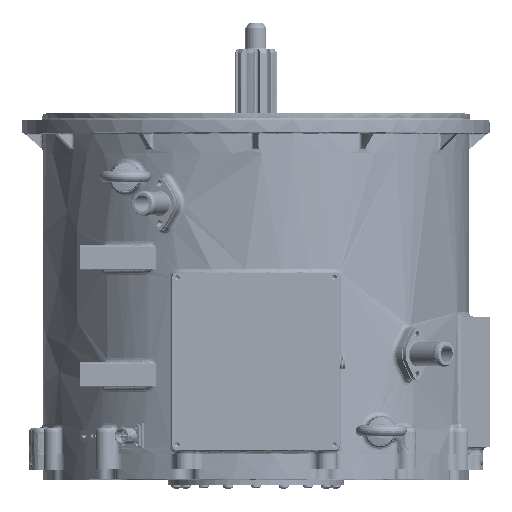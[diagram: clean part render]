
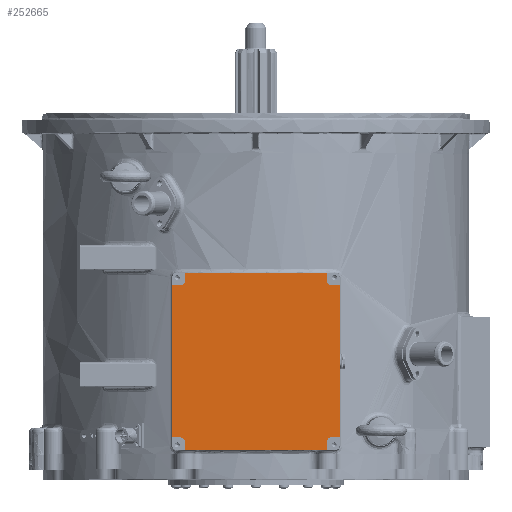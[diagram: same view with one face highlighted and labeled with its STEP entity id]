
A CAD part, top view. The second image highlights one B-rep face of the part: STEP entity #252665.
In plain terms, the highlighted free-form (B-spline) face has degree [1, 1] with [2, 2] control points.
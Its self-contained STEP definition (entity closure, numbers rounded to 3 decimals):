
#252414 = VERTEX_POINT('',#252415);
#252415 = CARTESIAN_POINT('',(90.002,181.804,
    310.507));
#252422 = EDGE_CURVE('',#252414,#252423,#252425,.T.);
#252423 = VERTEX_POINT('',#252424);
#252424 = CARTESIAN_POINT('',(90.002,18.,
    310.507));
#252425 = B_SPLINE_CURVE_WITH_KNOTS('',1,(#252426,#252427),
  .UNSPECIFIED.,.F.,.F.,(2,2),(10.,192.),.PIECEWISE_BEZIER_KNOTS.);
#252426 = CARTESIAN_POINT('',(90.002,181.804,
    310.507));
#252427 = CARTESIAN_POINT('',(90.002,18.,
    310.507));
#252480 = VERTEX_POINT('',#252481);
#252481 = CARTESIAN_POINT('',(-76.502,4.5,
    310.507));
#252522 = VERTEX_POINT('',#252523);
#252523 = CARTESIAN_POINT('',(76.502,4.5,
    310.507));
#252528 = EDGE_CURVE('',#252522,#252480,#252529,.T.);
#252529 = B_SPLINE_CURVE_WITH_KNOTS('',1,(#252530,#252531),
  .UNSPECIFIED.,.F.,.F.,(2,2),(10.,180.),.PIECEWISE_BEZIER_KNOTS.);
#252530 = CARTESIAN_POINT('',(76.502,4.5,
    310.507));
#252531 = CARTESIAN_POINT('',(-76.502,4.5,
    310.507));
#252542 = VERTEX_POINT('',#252543);
#252543 = CARTESIAN_POINT('',(-90.002,18.,
    310.507));
#252550 = EDGE_CURVE('',#252542,#252551,#252553,.T.);
#252551 = VERTEX_POINT('',#252552);
#252552 = CARTESIAN_POINT('',(-90.002,181.804,
    310.507));
#252553 = B_SPLINE_CURVE_WITH_KNOTS('',1,(#252554,#252555),
  .UNSPECIFIED.,.F.,.F.,(2,2),(10.,192.),.PIECEWISE_BEZIER_KNOTS.);
#252554 = CARTESIAN_POINT('',(-90.002,18.,
    310.507));
#252555 = CARTESIAN_POINT('',(-90.002,181.804,
    310.507));
#252608 = VERTEX_POINT('',#252609);
#252609 = CARTESIAN_POINT('',(76.502,195.304,
    310.507));
#252650 = VERTEX_POINT('',#252651);
#252651 = CARTESIAN_POINT('',(-76.502,195.304,
    310.507));
#252656 = EDGE_CURVE('',#252650,#252608,#252657,.T.);
#252657 = B_SPLINE_CURVE_WITH_KNOTS('',1,(#252658,#252659),
  .UNSPECIFIED.,.F.,.F.,(2,2),(10.,180.),.PIECEWISE_BEZIER_KNOTS.);
#252658 = CARTESIAN_POINT('',(-76.502,195.304,
    310.507));
#252659 = CARTESIAN_POINT('',(76.502,195.304,
    310.507));
#252665 = ADVANCED_FACE('',(#252666),#252752,.F.);
#252666 = FACE_BOUND('',#252667,.T.);
#252667 = EDGE_LOOP('',(#252668,#252678,#252683,#252684,#252691,#252699,
    #252704,#252705,#252712,#252720,#252725,#252726,#252733,#252741,
    #252746,#252747));
#252668 = ORIENTED_EDGE('',*,*,#252669,.T.);
#252669 = EDGE_CURVE('',#252670,#252672,#252674,.T.);
#252670 = VERTEX_POINT('',#252671);
#252671 = CARTESIAN_POINT('',(-81.002,18.,
    310.507));
#252672 = VERTEX_POINT('',#252673);
#252673 = CARTESIAN_POINT('',(-76.502,13.5,
    310.507));
#252674 = ( BOUNDED_CURVE() B_SPLINE_CURVE(2,(#252675,#252676,#252677),
.UNSPECIFIED.,.F.,.F.) B_SPLINE_CURVE_WITH_KNOTS((3,3),(4.712,
6.283),.PIECEWISE_BEZIER_KNOTS.) CURVE() 
GEOMETRIC_REPRESENTATION_ITEM() RATIONAL_B_SPLINE_CURVE((1.,
0.707,1.)) REPRESENTATION_ITEM('') );
#252675 = CARTESIAN_POINT('',(-81.002,18.,
    310.507));
#252676 = CARTESIAN_POINT('',(-76.502,18.,
    310.507));
#252677 = CARTESIAN_POINT('',(-76.502,13.5,
    310.507));
#252678 = ORIENTED_EDGE('',*,*,#252679,.T.);
#252679 = EDGE_CURVE('',#252672,#252480,#252680,.T.);
#252680 = B_SPLINE_CURVE_WITH_KNOTS('',1,(#252681,#252682),
  .UNSPECIFIED.,.F.,.F.,(2,2),(0.,10.),.PIECEWISE_BEZIER_KNOTS.);
#252681 = CARTESIAN_POINT('',(-76.502,13.5,
    310.507));
#252682 = CARTESIAN_POINT('',(-76.502,4.5,
    310.507));
#252683 = ORIENTED_EDGE('',*,*,#252528,.F.);
#252684 = ORIENTED_EDGE('',*,*,#252685,.T.);
#252685 = EDGE_CURVE('',#252522,#252686,#252688,.T.);
#252686 = VERTEX_POINT('',#252687);
#252687 = CARTESIAN_POINT('',(76.502,13.5,
    310.507));
#252688 = B_SPLINE_CURVE_WITH_KNOTS('',1,(#252689,#252690),
  .UNSPECIFIED.,.F.,.F.,(2,2),(9.405,19.405),
  .PIECEWISE_BEZIER_KNOTS.);
#252689 = CARTESIAN_POINT('',(76.502,4.5,
    310.507));
#252690 = CARTESIAN_POINT('',(76.502,13.5,
    310.507));
#252691 = ORIENTED_EDGE('',*,*,#252692,.T.);
#252692 = EDGE_CURVE('',#252686,#252693,#252695,.T.);
#252693 = VERTEX_POINT('',#252694);
#252694 = CARTESIAN_POINT('',(81.002,18.,
    310.507));
#252695 = ( BOUNDED_CURVE() B_SPLINE_CURVE(2,(#252696,#252697,#252698),
.UNSPECIFIED.,.F.,.F.) B_SPLINE_CURVE_WITH_KNOTS((3,3),(0.,
1.571),.PIECEWISE_BEZIER_KNOTS.) CURVE() 
GEOMETRIC_REPRESENTATION_ITEM() RATIONAL_B_SPLINE_CURVE((1.,
0.707,1.)) REPRESENTATION_ITEM('') );
#252696 = CARTESIAN_POINT('',(76.502,13.5,
    310.507));
#252697 = CARTESIAN_POINT('',(76.502,18.,
    310.507));
#252698 = CARTESIAN_POINT('',(81.002,18.,
    310.507));
#252699 = ORIENTED_EDGE('',*,*,#252700,.T.);
#252700 = EDGE_CURVE('',#252693,#252423,#252701,.T.);
#252701 = B_SPLINE_CURVE_WITH_KNOTS('',1,(#252702,#252703),
  .UNSPECIFIED.,.F.,.F.,(2,2),(0.,10.),.PIECEWISE_BEZIER_KNOTS.);
#252702 = CARTESIAN_POINT('',(81.002,18.,
    310.507));
#252703 = CARTESIAN_POINT('',(90.002,18.,
    310.507));
#252704 = ORIENTED_EDGE('',*,*,#252422,.F.);
#252705 = ORIENTED_EDGE('',*,*,#252706,.T.);
#252706 = EDGE_CURVE('',#252414,#252707,#252709,.T.);
#252707 = VERTEX_POINT('',#252708);
#252708 = CARTESIAN_POINT('',(81.002,181.804,
    310.507));
#252709 = B_SPLINE_CURVE_WITH_KNOTS('',1,(#252710,#252711),
  .UNSPECIFIED.,.F.,.F.,(2,2),(15.405,25.405),
  .PIECEWISE_BEZIER_KNOTS.);
#252710 = CARTESIAN_POINT('',(90.002,181.804,
    310.507));
#252711 = CARTESIAN_POINT('',(81.002,181.804,
    310.507));
#252712 = ORIENTED_EDGE('',*,*,#252713,.T.);
#252713 = EDGE_CURVE('',#252707,#252714,#252716,.T.);
#252714 = VERTEX_POINT('',#252715);
#252715 = CARTESIAN_POINT('',(76.502,186.304,
    310.507));
#252716 = ( BOUNDED_CURVE() B_SPLINE_CURVE(2,(#252717,#252718,#252719),
.UNSPECIFIED.,.F.,.F.) B_SPLINE_CURVE_WITH_KNOTS((3,3),(4.712,
6.283),.PIECEWISE_BEZIER_KNOTS.) CURVE() 
GEOMETRIC_REPRESENTATION_ITEM() RATIONAL_B_SPLINE_CURVE((1.,
0.707,1.)) REPRESENTATION_ITEM('') );
#252717 = CARTESIAN_POINT('',(81.002,181.804,
    310.507));
#252718 = CARTESIAN_POINT('',(76.502,181.804,
    310.507));
#252719 = CARTESIAN_POINT('',(76.502,186.304,
    310.507));
#252720 = ORIENTED_EDGE('',*,*,#252721,.T.);
#252721 = EDGE_CURVE('',#252714,#252608,#252722,.T.);
#252722 = B_SPLINE_CURVE_WITH_KNOTS('',1,(#252723,#252724),
  .UNSPECIFIED.,.F.,.F.,(2,2),(0.,10.),.PIECEWISE_BEZIER_KNOTS.);
#252723 = CARTESIAN_POINT('',(76.502,186.304,
    310.507));
#252724 = CARTESIAN_POINT('',(76.502,195.304,
    310.507));
#252725 = ORIENTED_EDGE('',*,*,#252656,.F.);
#252726 = ORIENTED_EDGE('',*,*,#252727,.T.);
#252727 = EDGE_CURVE('',#252650,#252728,#252730,.T.);
#252728 = VERTEX_POINT('',#252729);
#252729 = CARTESIAN_POINT('',(-76.502,186.304,
    310.507));
#252730 = B_SPLINE_CURVE_WITH_KNOTS('',1,(#252731,#252732),
  .UNSPECIFIED.,.F.,.F.,(2,2),(9.405,19.405),
  .PIECEWISE_BEZIER_KNOTS.);
#252731 = CARTESIAN_POINT('',(-76.502,195.304,
    310.507));
#252732 = CARTESIAN_POINT('',(-76.502,186.304,
    310.507));
#252733 = ORIENTED_EDGE('',*,*,#252734,.T.);
#252734 = EDGE_CURVE('',#252728,#252735,#252737,.T.);
#252735 = VERTEX_POINT('',#252736);
#252736 = CARTESIAN_POINT('',(-81.002,181.804,
    310.507));
#252737 = ( BOUNDED_CURVE() B_SPLINE_CURVE(2,(#252738,#252739,#252740),
.UNSPECIFIED.,.F.,.F.) B_SPLINE_CURVE_WITH_KNOTS((3,3),(0.,
1.571),.PIECEWISE_BEZIER_KNOTS.) CURVE() 
GEOMETRIC_REPRESENTATION_ITEM() RATIONAL_B_SPLINE_CURVE((1.,
0.707,1.)) REPRESENTATION_ITEM('') );
#252738 = CARTESIAN_POINT('',(-76.502,186.304,
    310.507));
#252739 = CARTESIAN_POINT('',(-76.502,181.804,
    310.507));
#252740 = CARTESIAN_POINT('',(-81.002,181.804,
    310.507));
#252741 = ORIENTED_EDGE('',*,*,#252742,.T.);
#252742 = EDGE_CURVE('',#252735,#252551,#252743,.T.);
#252743 = B_SPLINE_CURVE_WITH_KNOTS('',1,(#252744,#252745),
  .UNSPECIFIED.,.F.,.F.,(2,2),(0.,10.),.PIECEWISE_BEZIER_KNOTS.);
#252744 = CARTESIAN_POINT('',(-81.002,181.804,
    310.507));
#252745 = CARTESIAN_POINT('',(-90.002,181.804,
    310.507));
#252746 = ORIENTED_EDGE('',*,*,#252550,.F.);
#252747 = ORIENTED_EDGE('',*,*,#252748,.T.);
#252748 = EDGE_CURVE('',#252542,#252670,#252749,.T.);
#252749 = B_SPLINE_CURVE_WITH_KNOTS('',1,(#252750,#252751),
  .UNSPECIFIED.,.F.,.F.,(2,2),(15.405,25.405),
  .PIECEWISE_BEZIER_KNOTS.);
#252750 = CARTESIAN_POINT('',(-90.002,18.,
    310.507));
#252751 = CARTESIAN_POINT('',(-81.002,18.,
    310.507));
#252752 = B_SPLINE_SURFACE_WITH_KNOTS('',1,1,(
    (#252753,#252754)
    ,(#252755,#252756
  )),.UNSPECIFIED.,.F.,.F.,.F.,(2,2),(2,2),(-5.,195.),(-5.,207.),
  .PIECEWISE_BEZIER_KNOTS.);
#252753 = CARTESIAN_POINT('',(90.002,4.5,
    310.507));
#252754 = CARTESIAN_POINT('',(90.002,195.304,
    310.507));
#252755 = CARTESIAN_POINT('',(-90.002,4.5,
    310.507));
#252756 = CARTESIAN_POINT('',(-90.002,195.304,
    310.507));
